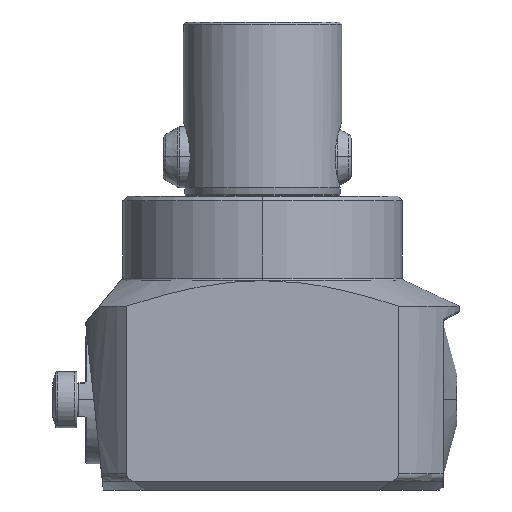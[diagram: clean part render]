
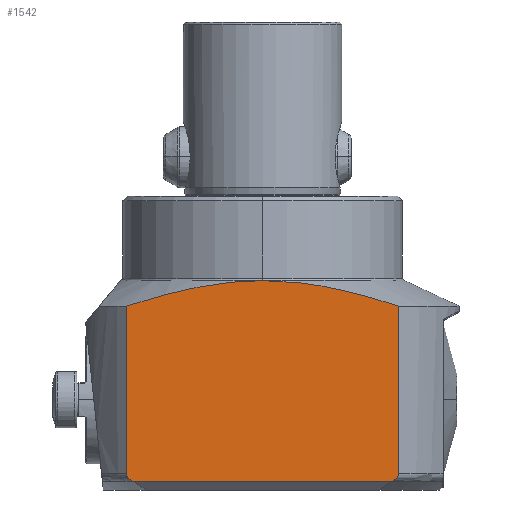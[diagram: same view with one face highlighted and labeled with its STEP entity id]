
A CAD part, front view. The second image highlights one B-rep face of the part: STEP entity #1542.
In plain terms, the highlighted planar face has unit normal (0, -1, 0).
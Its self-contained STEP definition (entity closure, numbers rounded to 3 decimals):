
#1388=VERTEX_POINT('NONE',#3574);
#1474=VERTEX_POINT('NONE',#3672);
#1542=ADVANCED_FACE('NONE',(#3747),#3748,.T.);
#1618=VERTEX_POINT('NONE',#3832);
#1800=EDGE_CURVE('NONE',#2244,#2536,#4038,.F.);
#1806=VERTEX_POINT('NONE',#4046);
#2244=VERTEX_POINT('NONE',#4541);
#2264=EDGE_CURVE('NONE',#1388,#2456,#4563,.F.);
#2440=EDGE_CURVE('NONE',#1618,#1806,#4757,.T.);
#2456=VERTEX_POINT('NONE',#4777);
#2536=VERTEX_POINT('NONE',#4859);
#2556=EDGE_CURVE('NONE',#2536,#1806,#4880,.F.);
#2726=VERTEX_POINT('NONE',#5074);
#2734=EDGE_CURVE('NONE',#3014,#2726,#5082,.T.);
#2872=EDGE_CURVE('NONE',#1618,#3014,#5238,.F.);
#2990=EDGE_CURVE('NONE',#2726,#1474,#5369,.F.);
#3014=VERTEX_POINT('NONE',#5395);
#3088=EDGE_CURVE('NONE',#2456,#2244,#5476,.F.);
#3158=EDGE_CURVE('NONE',#1388,#1474,#5550,.T.);
#3574=CARTESIAN_POINT('',(31.125,-32.5,-63.447));
#3672=CARTESIAN_POINT('',(29.661,-32.5,-65.179));
#3747=FACE_OUTER_BOUND('',#6948,.T.);
#3748=PLANE('',#6949);
#3832=CARTESIAN_POINT('',(-29.661,-32.5,-65.179));
#4038=(B_SPLINE_CURVE(2,(#7490,#7491,#7492),.UNSPECIFIED.,.F.,.F.)B_SPLINE_CURVE_WITH_KNOTS((3,3),(2.77,35.641),.UNSPECIFIED.)RATIONAL_B_SPLINE_CURVE((1.035,1.234,1.234))BOUNDED_CURVE()REPRESENTATION_ITEM('')GEOMETRIC_REPRESENTATION_ITEM()CURVE());
#4046=CARTESIAN_POINT('',(-31.125,-32.5,-63.447));
#4541=CARTESIAN_POINT('',(0.,-32.5,-19.233));
#4563=LINE('',#9428,#9429);
#4757=B_SPLINE_CURVE_WITH_KNOTS('',3,(#9926,#9927,#9928,#9929,#9930,#9931,#9932,#9933,#9934,#9935,#9936,#9937,#9938,#9939,#9940,#9941,#9942,#9943,#9944,#9945,#9946,#9947,#9948,#9949,#9950,#9951,#9952),.UNSPECIFIED.,.F.,.F.,(4,2,2,2,2,2,2,2,3,2,2,2,4),(-3.721,-3.088,-2.456,-1.951,-1.445,-1.048,-0.652,-0.326,0.0,0.326,0.652,1.048,1.445),.UNSPECIFIED.);
#4777=CARTESIAN_POINT('',(31.125,-32.5,-25.062));
#4859=CARTESIAN_POINT('',(-31.125,-32.5,-25.062));
#4880=LINE('',#10278,#10279);
#5074=CARTESIAN_POINT('',(29.607,-32.5,-65.2));
#5082=LINE('',#10909,#10910);
#5238=(B_SPLINE_CURVE(2,(#11604,#11605,#11606),.UNSPECIFIED.,.F.,.F.)B_SPLINE_CURVE_WITH_KNOTS((3,3),(3.692,3.749),.UNSPECIFIED.)RATIONAL_B_SPLINE_CURVE((1.001,1.001,1.001))BOUNDED_CURVE()REPRESENTATION_ITEM('')GEOMETRIC_REPRESENTATION_ITEM()CURVE());
#5369=(B_SPLINE_CURVE(2,(#11833,#11834,#11835),.UNSPECIFIED.,.F.,.F.)B_SPLINE_CURVE_WITH_KNOTS((3,3),(3.3,3.357),.UNSPECIFIED.)RATIONAL_B_SPLINE_CURVE((1.001,1.001,1.001))BOUNDED_CURVE()REPRESENTATION_ITEM('')GEOMETRIC_REPRESENTATION_ITEM()CURVE());
#5395=CARTESIAN_POINT('',(-29.607,-32.5,-65.2));
#5476=(B_SPLINE_CURVE(2,(#12462,#12463,#12464),.UNSPECIFIED.,.F.,.F.)B_SPLINE_CURVE_WITH_KNOTS((3,3),(35.641,68.511),.UNSPECIFIED.)RATIONAL_B_SPLINE_CURVE((1.234,1.234,1.035))BOUNDED_CURVE()REPRESENTATION_ITEM('')GEOMETRIC_REPRESENTATION_ITEM()CURVE());
#5550=B_SPLINE_CURVE_WITH_KNOTS('',3,(#12579,#12580,#12581,#12582,#12583,#12584,#12585,#12586,#12587,#12588,#12589,#12590,#12591,#12592,#12593,#12594,#12595,#12596,#12597,#12598,#12599,#12600,#12601,#12602,#12603,#12604,#12605),.UNSPECIFIED.,.F.,.F.,(4,2,2,2,3,2,2,2,2,2,2,2,4),(-1.445,-1.048,-0.652,-0.326,0.0,0.326,0.652,1.048,1.445,1.951,2.456,3.088,3.721),.UNSPECIFIED.);
#6948=EDGE_LOOP('',(#13417,#13418,#13419,#13420,#13421,#13422,#13423,#13424,#13425));
#6949=AXIS2_PLACEMENT_3D('',#13426,#13427,#13428);
#7490=CARTESIAN_POINT('',(-31.125,-32.5,-25.062));
#7491=CARTESIAN_POINT('',(-13.052,-32.5,-19.233));
#7492=CARTESIAN_POINT('',(0.0,-32.5,-19.233));
#9428=CARTESIAN_POINT('',(31.125,-32.5,5.541));
#9429=VECTOR('',#14431,1.0);
#9926=CARTESIAN_POINT('',(-28.156,-32.5,-65.447));
#9927=CARTESIAN_POINT('',(-28.367,-32.5,-65.447));
#9928=CARTESIAN_POINT('',(-28.598,-32.5,-65.432));
#9929=CARTESIAN_POINT('',(-29.054,-32.5,-65.364));
#9930=CARTESIAN_POINT('',(-29.279,-32.5,-65.31));
#9931=CARTESIAN_POINT('',(-29.639,-32.5,-65.192));
#9932=CARTESIAN_POINT('',(-29.81,-32.5,-65.123));
#9933=CARTESIAN_POINT('',(-30.137,-32.5,-64.954));
#9934=CARTESIAN_POINT('',(-30.292,-32.5,-64.854));
#9935=CARTESIAN_POINT('',(-30.528,-32.5,-64.667));
#9936=CARTESIAN_POINT('',(-30.634,-32.5,-64.567));
#9937=CARTESIAN_POINT('',(-30.82,-32.5,-64.348));
#9938=CARTESIAN_POINT('',(-30.901,-32.5,-64.228));
#9939=CARTESIAN_POINT('',(-31.01,-32.5,-64.014));
#9940=CARTESIAN_POINT('',(-31.054,-32.5,-63.903));
#9941=CARTESIAN_POINT('',(-31.111,-32.5,-63.674));
#9942=CARTESIAN_POINT('',(-31.125,-32.5,-63.556));
#9943=CARTESIAN_POINT('',(-31.125,-32.5,-63.447));
#9944=CARTESIAN_POINT('',(-31.125,-32.5,-63.339));
#9945=CARTESIAN_POINT('',(-31.111,-32.5,-63.221));
#9946=CARTESIAN_POINT('',(-31.054,-32.5,-62.992));
#9947=CARTESIAN_POINT('',(-31.01,-32.5,-62.881));
#9948=CARTESIAN_POINT('',(-30.901,-32.5,-62.666));
#9949=CARTESIAN_POINT('',(-30.82,-32.5,-62.546));
#9950=CARTESIAN_POINT('',(-30.634,-32.5,-62.327));
#9951=CARTESIAN_POINT('',(-30.528,-32.5,-62.228));
#9952=CARTESIAN_POINT('',(-30.424,-32.5,-62.145));
#10278=CARTESIAN_POINT('',(-31.125,-32.5,5.541));
#10279=VECTOR('',#14752,1.0);
#10909=CARTESIAN_POINT('',(40.0,-32.5,-65.2));
#10910=VECTOR('',#15012,1.0);
#11604=CARTESIAN_POINT('',(-29.607,-32.5,-65.2));
#11605=CARTESIAN_POINT('',(-29.634,-32.5,-65.19));
#11606=CARTESIAN_POINT('',(-29.661,-32.5,-65.179));
#11833=CARTESIAN_POINT('',(29.661,-32.5,-65.179));
#11834=CARTESIAN_POINT('',(29.634,-32.5,-65.19));
#11835=CARTESIAN_POINT('',(29.607,-32.5,-65.2));
#12462=CARTESIAN_POINT('',(0.,-32.5,-19.233));
#12463=CARTESIAN_POINT('',(13.052,-32.5,-19.233));
#12464=CARTESIAN_POINT('',(31.125,-32.5,-25.062));
#12579=CARTESIAN_POINT('',(30.424,-32.5,-62.145));
#12580=CARTESIAN_POINT('',(30.528,-32.5,-62.228));
#12581=CARTESIAN_POINT('',(30.634,-32.5,-62.327));
#12582=CARTESIAN_POINT('',(30.82,-32.5,-62.546));
#12583=CARTESIAN_POINT('',(30.901,-32.5,-62.666));
#12584=CARTESIAN_POINT('',(31.01,-32.5,-62.881));
#12585=CARTESIAN_POINT('',(31.054,-32.5,-62.992));
#12586=CARTESIAN_POINT('',(31.111,-32.5,-63.221));
#12587=CARTESIAN_POINT('',(31.125,-32.5,-63.339));
#12588=CARTESIAN_POINT('',(31.125,-32.5,-63.447));
#12589=CARTESIAN_POINT('',(31.125,-32.5,-63.556));
#12590=CARTESIAN_POINT('',(31.111,-32.5,-63.674));
#12591=CARTESIAN_POINT('',(31.054,-32.5,-63.903));
#12592=CARTESIAN_POINT('',(31.01,-32.5,-64.014));
#12593=CARTESIAN_POINT('',(30.901,-32.5,-64.228));
#12594=CARTESIAN_POINT('',(30.82,-32.5,-64.348));
#12595=CARTESIAN_POINT('',(30.634,-32.5,-64.567));
#12596=CARTESIAN_POINT('',(30.528,-32.5,-64.667));
#12597=CARTESIAN_POINT('',(30.292,-32.5,-64.854));
#12598=CARTESIAN_POINT('',(30.137,-32.5,-64.954));
#12599=CARTESIAN_POINT('',(29.81,-32.5,-65.123));
#12600=CARTESIAN_POINT('',(29.639,-32.5,-65.192));
#12601=CARTESIAN_POINT('',(29.279,-32.5,-65.31));
#12602=CARTESIAN_POINT('',(29.054,-32.5,-65.364));
#12603=CARTESIAN_POINT('',(28.598,-32.5,-65.432));
#12604=CARTESIAN_POINT('',(28.367,-32.5,-65.447));
#12605=CARTESIAN_POINT('',(28.156,-32.5,-65.447));
#13417=ORIENTED_EDGE('',*,*,#2872,.T.);
#13418=ORIENTED_EDGE('',*,*,#2734,.T.);
#13419=ORIENTED_EDGE('',*,*,#2990,.T.);
#13420=ORIENTED_EDGE('',*,*,#3158,.F.);
#13421=ORIENTED_EDGE('',*,*,#2264,.T.);
#13422=ORIENTED_EDGE('',*,*,#3088,.T.);
#13423=ORIENTED_EDGE('',*,*,#1800,.T.);
#13424=ORIENTED_EDGE('',*,*,#2556,.T.);
#13425=ORIENTED_EDGE('',*,*,#2440,.F.);
#13426=CARTESIAN_POINT('',(40.0,-32.5,-67.2));
#13427=DIRECTION('',(0.,-1.0,0.0));
#13428=DIRECTION('',(0.0,0.0,1.0));
#14431=DIRECTION('',(0.0,0.0,-1.0));
#14752=DIRECTION('',(-0.0,0.0,1.0));
#15012=DIRECTION('',(1.0,0.,0.));
